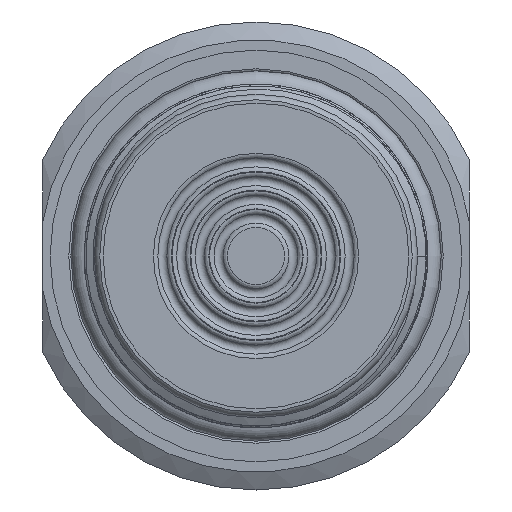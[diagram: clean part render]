
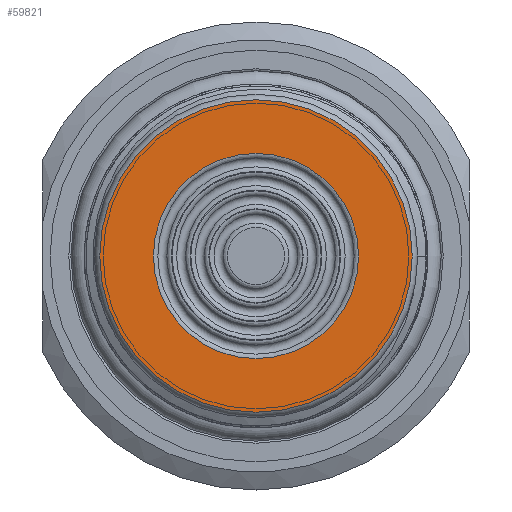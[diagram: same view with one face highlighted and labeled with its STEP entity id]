
A CAD part, left-side view. The second image highlights one B-rep face of the part: STEP entity #59821.
In plain terms, the highlighted planar face has unit normal (-1, 0, 0).
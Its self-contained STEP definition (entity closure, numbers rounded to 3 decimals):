
#4496=FACE_BOUND('',#15531,.T.);
#7686=PLANE('',#67611);
#11523=FACE_OUTER_BOUND('',#15530,.T.);
#15530=EDGE_LOOP('',(#55493));
#15531=EDGE_LOOP('',(#55494));
#16313=CIRCLE('',#67612,15.025);
#16314=CIRCLE('',#67613,9.866);
#28504=VERTEX_POINT('',#133946);
#28505=VERTEX_POINT('',#133948);
#37509=EDGE_CURVE('',#28504,#28504,#16313,.T.);
#37510=EDGE_CURVE('',#28505,#28505,#16314,.T.);
#55493=ORIENTED_EDGE('',*,*,#37509,.F.);
#55494=ORIENTED_EDGE('',*,*,#37510,.T.);
#59821=ADVANCED_FACE('',(#11523,#4496),#7686,.T.);
#67611=AXIS2_PLACEMENT_3D('',#133945,#85546,#85547);
#67612=AXIS2_PLACEMENT_3D('',#133947,#85548,#85549);
#67613=AXIS2_PLACEMENT_3D('',#133949,#85550,#85551);
#85546=DIRECTION('center_axis',(-1.,0.,0.));
#85547=DIRECTION('ref_axis',(0.,0.,1.));
#85548=DIRECTION('center_axis',(1.,0.,0.));
#85549=DIRECTION('ref_axis',(0.,0.,-1.));
#85550=DIRECTION('center_axis',(1.,0.,0.));
#85551=DIRECTION('ref_axis',(0.,0.,-1.));
#133945=CARTESIAN_POINT('Origin',(0.,15.025,0.));
#133946=CARTESIAN_POINT('',(0.,-15.025,0.));
#133947=CARTESIAN_POINT('Origin',(0.,0.,0.));
#133948=CARTESIAN_POINT('',(0.,0.,
9.866));
#133949=CARTESIAN_POINT('Origin',(0.,0.,0.));
